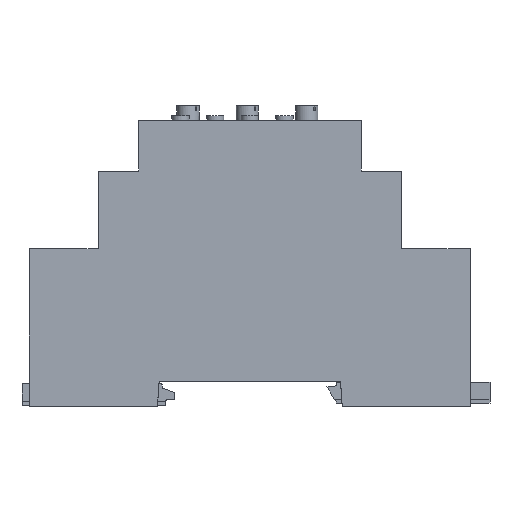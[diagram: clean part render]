
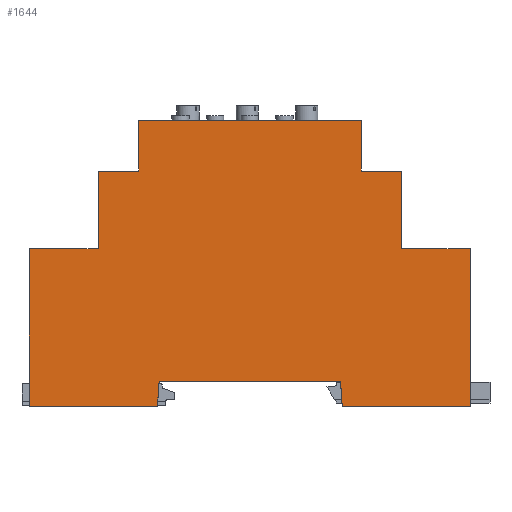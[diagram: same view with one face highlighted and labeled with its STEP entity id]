
A CAD part, left-side view. The second image highlights one B-rep face of the part: STEP entity #1644.
In plain terms, the highlighted planar face has unit normal (-1, 0, 0).
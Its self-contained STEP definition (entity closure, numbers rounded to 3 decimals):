
#1644=ADVANCED_FACE('',(#6851),#6853,.T.);
#6851=FACE_BOUND('',#6852,.T.);
#6852=EDGE_LOOP('',(#11470,#11471,#11472,#11473,#11474,#11475,#11476,#11477,#11478,
#11479,#11480,#11481,#11482,#11483,#11484,#11485));
#6853=PLANE('',#6854);
#6854=AXIS2_PLACEMENT_3D('',#6855,#6856,#6857);
#6855=CARTESIAN_POINT('',(-35.5,0.,0.));
#6856=DIRECTION('',(-1.,0.,0.));
#6857=DIRECTION('',(0.,0.,-1.));
#11470=ORIENTED_EDGE('',*,*,#14635,.T.);
#11471=ORIENTED_EDGE('',*,*,#14636,.T.);
#11472=ORIENTED_EDGE('',*,*,#14637,.T.);
#11473=ORIENTED_EDGE('',*,*,#14638,.T.);
#11474=ORIENTED_EDGE('',*,*,#14639,.T.);
#11475=ORIENTED_EDGE('',*,*,#14640,.T.);
#11476=ORIENTED_EDGE('',*,*,#14641,.T.);
#11477=ORIENTED_EDGE('',*,*,#14642,.T.);
#11478=ORIENTED_EDGE('',*,*,#14643,.T.);
#11479=ORIENTED_EDGE('',*,*,#14644,.T.);
#11480=ORIENTED_EDGE('',*,*,#14645,.T.);
#11481=ORIENTED_EDGE('',*,*,#14552,.T.);
#11482=ORIENTED_EDGE('',*,*,#14634,.T.);
#11483=ORIENTED_EDGE('',*,*,#14646,.T.);
#11484=ORIENTED_EDGE('',*,*,#14647,.T.);
#11485=ORIENTED_EDGE('',*,*,#14648,.T.);
#14552=EDGE_CURVE('',#16791,#16789,#16792,.T.);
#14634=EDGE_CURVE('',#16789,#16947,#16949,.T.);
#14635=EDGE_CURVE('',#16950,#16951,#16952,.T.);
#14636=EDGE_CURVE('',#16951,#16953,#16954,.T.);
#14637=EDGE_CURVE('',#16953,#16955,#16956,.T.);
#14638=EDGE_CURVE('',#16955,#16957,#16958,.T.);
#14639=EDGE_CURVE('',#16957,#16959,#16960,.T.);
#14640=EDGE_CURVE('',#16959,#16961,#16962,.T.);
#14641=EDGE_CURVE('',#16961,#16963,#16964,.T.);
#14642=EDGE_CURVE('',#16963,#16965,#16966,.T.);
#14643=EDGE_CURVE('',#16965,#16967,#16968,.T.);
#14644=EDGE_CURVE('',#16967,#16969,#16970,.T.);
#14645=EDGE_CURVE('',#16969,#16791,#16971,.T.);
#14646=EDGE_CURVE('',#16947,#16972,#16973,.T.);
#14647=EDGE_CURVE('',#16972,#16974,#16975,.T.);
#14648=EDGE_CURVE('',#16974,#16950,#16976,.T.);
#16789=VERTEX_POINT('',#20781);
#16791=VERTEX_POINT('',#20785);
#16792=LINE('',#20786,#20787);
#16947=VERTEX_POINT('',#21136);
#16949=LINE('',#21140,#21141);
#16950=VERTEX_POINT('',#21143);
#16951=VERTEX_POINT('',#21144);
#16952=LINE('',#21145,#21146);
#16953=VERTEX_POINT('',#21148);
#16954=LINE('',#21149,#21150);
#16955=VERTEX_POINT('',#21152);
#16956=LINE('',#21153,#21154);
#16957=VERTEX_POINT('',#21156);
#16958=LINE('',#21157,#21158);
#16959=VERTEX_POINT('',#21160);
#16960=LINE('',#21161,#21162);
#16961=VERTEX_POINT('',#21164);
#16962=LINE('',#21165,#21166);
#16963=VERTEX_POINT('',#21168);
#16964=LINE('',#21169,#21170);
#16965=VERTEX_POINT('',#21172);
#16966=LINE('',#21173,#21174);
#16967=VERTEX_POINT('',#21176);
#16968=LINE('',#21177,#21178);
#16969=VERTEX_POINT('',#21180);
#16970=LINE('',#21181,#21182);
#16971=LINE('',#21184,#21185);
#16972=VERTEX_POINT('',#21187);
#16973=LINE('',#21188,#21189);
#16974=VERTEX_POINT('',#21191);
#16975=LINE('',#21192,#21193);
#16976=LINE('',#21195,#21196);
#20781=CARTESIAN_POINT('',(-35.5,22.5,52.804));
#20785=CARTESIAN_POINT('',(-35.5,-22.5,52.804));
#20786=CARTESIAN_POINT('',(-35.5,-22.5,52.804));
#20787=VECTOR('',#20788,1.);
#20788=DIRECTION('',(0.,1.,0.));
#21136=CARTESIAN_POINT('',(-35.5,22.5,42.606));
#21140=CARTESIAN_POINT('',(-35.5,22.5,52.804));
#21141=VECTOR('',#21142,1.);
#21142=DIRECTION('',(0.,0.,-1.));
#21143=CARTESIAN_POINT('',(-35.5,44.6,26.878));
#21144=CARTESIAN_POINT('',(-35.5,44.6,-4.987));
#21145=CARTESIAN_POINT('',(-35.5,44.6,26.878));
#21146=VECTOR('',#21147,1.);
#21147=DIRECTION('',(0.,0.,-1.));
#21148=CARTESIAN_POINT('',(-35.5,18.7,-4.987));
#21149=CARTESIAN_POINT('',(-35.5,44.6,-4.987));
#21150=VECTOR('',#21151,1.);
#21151=DIRECTION('',(0.,-1.,0.));
#21152=CARTESIAN_POINT('',(-35.5,18.351,0.));
#21153=CARTESIAN_POINT('',(-35.5,18.7,-4.987));
#21154=VECTOR('',#21155,1.);
#21155=DIRECTION('',(0.,-0.07,0.998));
#21156=CARTESIAN_POINT('',(-35.5,-18.351,0.));
#21157=CARTESIAN_POINT('',(-35.5,18.351,0.));
#21158=VECTOR('',#21159,1.);
#21159=DIRECTION('',(0.,-1.,0.));
#21160=CARTESIAN_POINT('',(-35.5,-18.7,-4.987));
#21161=CARTESIAN_POINT('',(-35.5,-18.351,0.));
#21162=VECTOR('',#21163,1.);
#21163=DIRECTION('',(0.,-0.07,-0.998));
#21164=CARTESIAN_POINT('',(-35.5,-44.6,-4.987));
#21165=CARTESIAN_POINT('',(-35.5,-18.7,-4.987));
#21166=VECTOR('',#21167,1.);
#21167=DIRECTION('',(0.,-1.,0.));
#21168=CARTESIAN_POINT('',(-35.5,-44.6,26.878));
#21169=CARTESIAN_POINT('',(-35.5,-44.6,-4.987));
#21170=VECTOR('',#21171,1.);
#21171=DIRECTION('',(0.,0.,1.));
#21172=CARTESIAN_POINT('',(-35.5,-30.7,26.878));
#21173=CARTESIAN_POINT('',(-35.5,-44.6,26.878));
#21174=VECTOR('',#21175,1.);
#21175=DIRECTION('',(0.,1.,0.));
#21176=CARTESIAN_POINT('',(-35.5,-30.7,42.606));
#21177=CARTESIAN_POINT('',(-35.5,-30.7,26.878));
#21178=VECTOR('',#21179,1.);
#21179=DIRECTION('',(0.,0.,1.));
#21180=CARTESIAN_POINT('',(-35.5,-22.5,42.606));
#21181=CARTESIAN_POINT('',(-35.5,-30.7,42.606));
#21182=VECTOR('',#21183,1.);
#21183=DIRECTION('',(0.,1.,0.));
#21184=CARTESIAN_POINT('',(-35.5,-22.5,42.606));
#21185=VECTOR('',#21186,1.);
#21186=DIRECTION('',(0.,0.,1.));
#21187=CARTESIAN_POINT('',(-35.5,30.7,42.606));
#21188=CARTESIAN_POINT('',(-35.5,22.5,42.606));
#21189=VECTOR('',#21190,1.);
#21190=DIRECTION('',(0.,1.,0.));
#21191=CARTESIAN_POINT('',(-35.5,30.7,26.878));
#21192=CARTESIAN_POINT('',(-35.5,30.7,42.606));
#21193=VECTOR('',#21194,1.);
#21194=DIRECTION('',(0.,0.,-1.));
#21195=CARTESIAN_POINT('',(-35.5,30.7,26.878));
#21196=VECTOR('',#21197,1.);
#21197=DIRECTION('',(0.,1.,0.));
